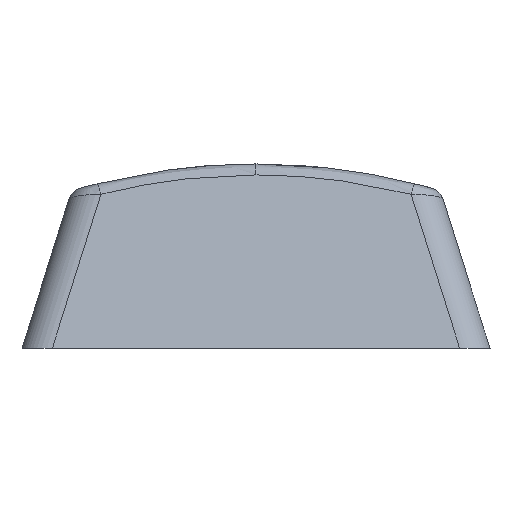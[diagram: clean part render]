
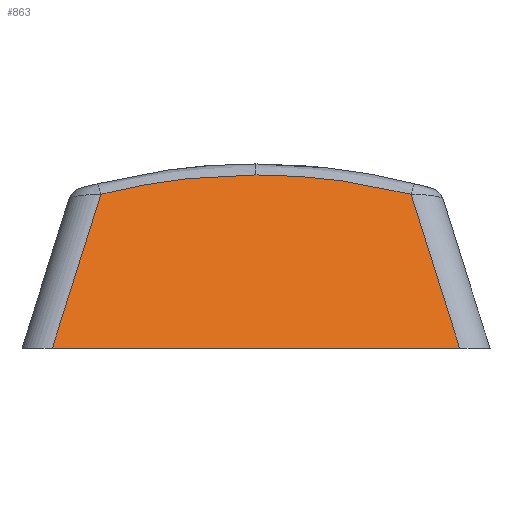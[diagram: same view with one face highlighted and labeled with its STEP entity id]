
A CAD part, left-side view. The second image highlights one B-rep face of the part: STEP entity #863.
In plain terms, the highlighted planar face has unit normal (-0.95, 0, 0.312).
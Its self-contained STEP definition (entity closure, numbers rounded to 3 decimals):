
#814=CARTESIAN_POINT('',(248.904,143.35,2.671));
#815=DIRECTION('',(0.95,0.,-0.312));
#816=DIRECTION('',(-0.312,0.,-0.95));
#817=AXIS2_PLACEMENT_3D('',#814,#815,#816);
#818=PLANE('',#817);
#819=CARTESIAN_POINT('',(248.025,135.388,0.));
#820=VERTEX_POINT('',#819);
#821=CARTESIAN_POINT('',(250.003,137.287,6.014));
#822=VERTEX_POINT('',#821);
#823=CARTESIAN_POINT('',(248.025,135.388,0.));
#824=DIRECTION('',(0.299,0.287,0.91));
#825=VECTOR('',#824,6.609);
#826=LINE('',#823,#825);
#827=EDGE_CURVE('',#820,#822,#826,.T.);
#828=ORIENTED_EDGE('',*,*,#827,.T.);
#829=CARTESIAN_POINT('',(250.252,143.35,6.77));
#830=VERTEX_POINT('',#829);
#831=CARTESIAN_POINT('',(242.137,143.35,-17.9));
#832=DIRECTION('',(-0.95,-0.,0.312));
#833=DIRECTION('',(0.312,0.,0.95));
#834=AXIS2_PLACEMENT_3D('',#831,#832,#833);
#835=ELLIPSE('',#834,25.971,24.671);
#836=EDGE_CURVE('',#822,#830,#835,.T.);
#837=ORIENTED_EDGE('',*,*,#836,.T.);
#838=CARTESIAN_POINT('',(250.003,149.413,6.014));
#839=VERTEX_POINT('',#838);
#840=CARTESIAN_POINT('',(242.137,143.35,-17.9));
#841=DIRECTION('',(-0.95,-0.,0.312));
#842=DIRECTION('',(0.312,0.,0.95));
#843=AXIS2_PLACEMENT_3D('',#840,#841,#842);
#844=ELLIPSE('',#843,25.971,24.671);
#845=EDGE_CURVE('',#830,#839,#844,.T.);
#846=ORIENTED_EDGE('',*,*,#845,.T.);
#847=CARTESIAN_POINT('',(248.025,151.312,0.));
#848=VERTEX_POINT('',#847);
#849=CARTESIAN_POINT('',(250.003,149.413,6.014));
#850=DIRECTION('',(-0.299,0.287,-0.91));
#851=VECTOR('',#850,6.609);
#852=LINE('',#849,#851);
#853=EDGE_CURVE('',#839,#848,#852,.T.);
#854=ORIENTED_EDGE('',*,*,#853,.T.);
#855=CARTESIAN_POINT('',(248.025,151.312,0.));
#856=DIRECTION('',(-0.,-1.,-0.));
#857=VECTOR('',#856,15.925);
#858=LINE('',#855,#857);
#859=EDGE_CURVE('',#848,#820,#858,.T.);
#860=ORIENTED_EDGE('',*,*,#859,.T.);
#861=EDGE_LOOP('',(#828,#837,#846,#854,#860));
#862=FACE_BOUND('',#861,.T.);
#863=ADVANCED_FACE('',(#862),#818,.F.);
